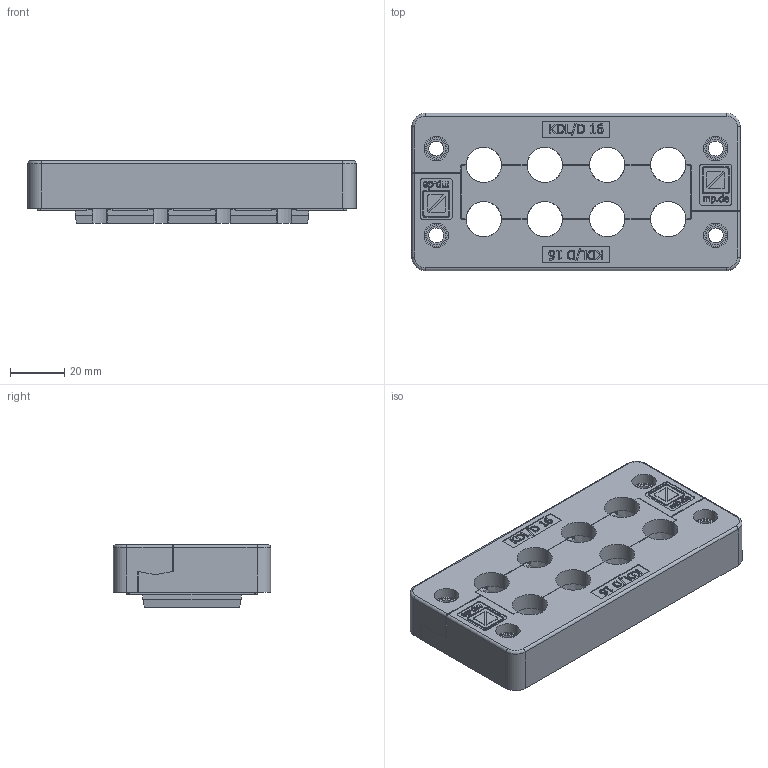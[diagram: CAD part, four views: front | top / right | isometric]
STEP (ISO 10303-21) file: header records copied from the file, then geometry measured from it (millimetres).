
FILE_DESCRIPTION (( 'STEP AP203' ), '1' );
FILE_NAME ('568329.step', '2019-11-21T17:24:31', ( '' ), ( '' ), 'SwSTEP 2.0', 'SolidWorks 2019', '' );
FILE_SCHEMA (( 'CONFIG_CONTROL_DESIGN' ));
Products named in the file (1): 568329
Bounding box: 121 x 58 x 23 mm (x, y, z)
Volume: 93831.2 mm3; surface area: 53391.5 mm2
Topology: 4 solids, 6 shells, 1436 faces, 3898 edges, 2580 vertices
Faces by surface type: plane 833, cylinder 324, bspline 253, cone 26
Entity records: 47783 total; most frequent: CARTESIAN_POINT 12922, ORIENTED_EDGE 7796, DIRECTION 6222, EDGE_CURVE 3898, VECTOR 2622, LINE 2622, VERTEX_POINT 2580, AXIS2_PLACEMENT_3D 1800
